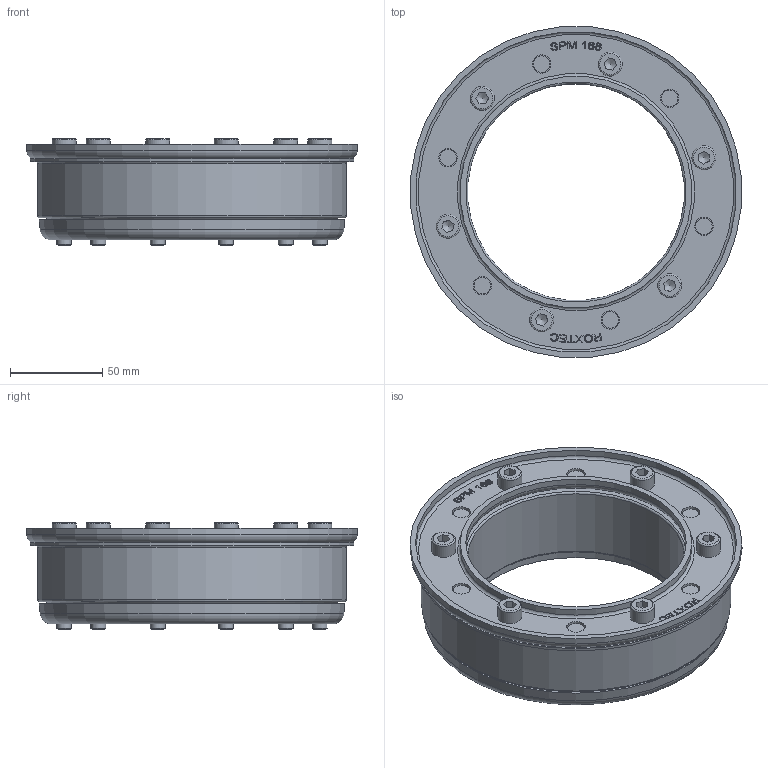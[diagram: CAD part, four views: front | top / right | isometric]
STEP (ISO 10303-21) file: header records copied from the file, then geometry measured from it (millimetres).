
FILE_DESCRIPTION((''),'2;1');
FILE_NAME('SPM168.stp','2016-02-02T11:18:55',(''),(''),'Autodesk Inventor 2013','Autodesk Inventor 2013','');
FILE_SCHEMA(('AUTOMOTIVE_DESIGN { 1 0 10303 214 1 1 1 1 }'));
Length unit declared in the file: millimetre
Products named in the file (6): SPM-Iassembly; 100-053524; 100-053525; 100-053526; 100-053527; 100-002319
Assembly tree (10 placements, depth 3):
  SPM-Iassembly
    100-053524
      100-053525
      100-053526
      100-053527
      100-002319  x6
Bounding box: 179.31 x 179.31 x 58 mm (x, y, z)
Volume: 544114.6 mm3; surface area: 145142.1 mm2
Topology: 9 solids, 9 shells, 399 faces, 976 edges, 635 vertices
Faces by surface type: plane 184, bspline 101, cylinder 63, cone 27, torus 24
Full cylindrical faces by diameter (mm): 7.25 x6, 7.9 x12, 8 x12, 8.3 x6, 9 x6, 10 x7, 13 x6, 117.6 x1, 119.6 x2, 125.6 x1, 168 x1, 174 x1, 176 x1, 180 x1
Entity records: 9992 total; most frequent: CARTESIAN_POINT 2923, ORIENTED_EDGE 1436, DIRECTION 1114, EDGE_CURVE 718, VERTEX_POINT 521, EDGE_LOOP 497, VECTOR 382, LINE 382
